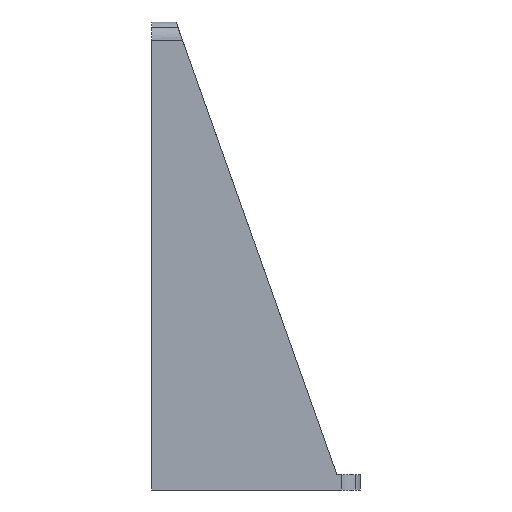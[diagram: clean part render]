
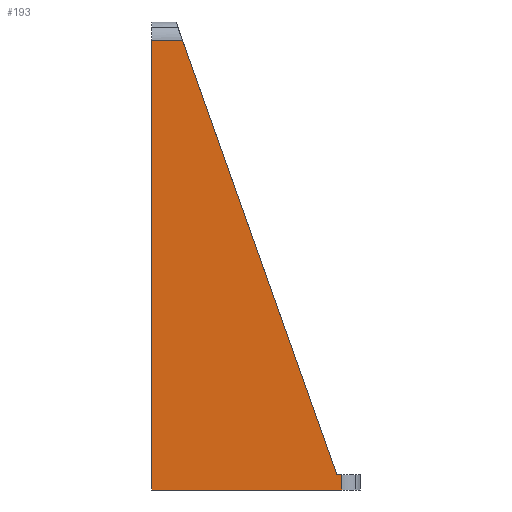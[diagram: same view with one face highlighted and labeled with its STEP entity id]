
A CAD part, left-side view. The second image highlights one B-rep face of the part: STEP entity #193.
In plain terms, the highlighted planar face has unit normal (-1, 0, 0).
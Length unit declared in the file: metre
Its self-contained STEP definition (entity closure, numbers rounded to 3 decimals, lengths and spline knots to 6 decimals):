
#193=ADVANCED_FACE('7:612',(#425),#426,.T.);
#425=FACE_OUTER_BOUND('',#740,.T.);
#426=PLANE('',#741);
#740=EDGE_LOOP('',(#1119,#1120,#1121,#1122,#1123,#1124));
#741=AXIS2_PLACEMENT_3D('',#1125,#1126,#1127);
#1119=ORIENTED_EDGE('',*,*,#1928,.T.);
#1120=ORIENTED_EDGE('',*,*,#1933,.F.);
#1121=ORIENTED_EDGE('',*,*,#1934,.F.);
#1122=ORIENTED_EDGE('',*,*,#1935,.F.);
#1123=ORIENTED_EDGE('',*,*,#1936,.F.);
#1124=ORIENTED_EDGE('',*,*,#1937,.T.);
#1125=CARTESIAN_POINT('',(-0.012282,0.,0.0));
#1126=DIRECTION('',(-1.0,-0.0,0.0));
#1127=DIRECTION('',(0.0,-1.0,-0.0));
#1928=EDGE_CURVE('7:702',#2325,#2326,#2327,.T.);
#1933=EDGE_CURVE('7:714',#2333,#2326,#2334,.T.);
#1934=EDGE_CURVE('7:717',#2335,#2333,#2336,.T.);
#1935=EDGE_CURVE('7:720',#2337,#2335,#2338,.T.);
#1936=EDGE_CURVE('7:723',#2339,#2337,#2340,.T.);
#1937=EDGE_CURVE('7:726',#2339,#2325,#2341,.F.);
#2325=VERTEX_POINT('',#2860);
#2326=VERTEX_POINT('',#2861);
#2327=LINE('',#2862,#2863);
#2333=VERTEX_POINT('',#2871);
#2334=LINE('',#2872,#2873);
#2335=VERTEX_POINT('',#2874);
#2336=LINE('',#2875,#2876);
#2337=VERTEX_POINT('',#2877);
#2338=LINE('',#2878,#2879);
#2339=VERTEX_POINT('',#2880);
#2340=LINE('',#2881,#2882);
#2341=LINE('',#2883,#2884);
#2860=CARTESIAN_POINT('',(-0.012282,-0.009635,0.0025));
#2861=CARTESIAN_POINT('',(-0.012282,0.015425,0.073));
#2862=CARTESIAN_POINT('',(-0.012282,-0.002965,0.021264));
#2863=VECTOR('',#3461,1.0);
#2871=CARTESIAN_POINT('',(-0.012282,0.02046,0.073));
#2872=CARTESIAN_POINT('',(-0.012282,0.,0.073));
#2873=VECTOR('',#3467,1.0);
#2874=CARTESIAN_POINT('',(-0.012282,0.02046,0.0));
#2875=CARTESIAN_POINT('',(-0.012282,0.02046,0.0));
#2876=VECTOR('',#3468,1.0);
#2877=CARTESIAN_POINT('',(-0.012282,-0.01046,0.0));
#2878=CARTESIAN_POINT('',(-0.012282,-0.01846,0.0));
#2879=VECTOR('',#3469,1.0);
#2880=CARTESIAN_POINT('',(-0.012282,-0.01046,0.0025));
#2881=CARTESIAN_POINT('',(-0.012282,-0.01046,0.0));
#2882=VECTOR('',#3470,1.0);
#2883=CARTESIAN_POINT('',(-0.012282,0.005216,0.0025));
#2884=VECTOR('',#3471,1.0);
#3461=DIRECTION('',(0.0,0.335,0.942));
#3467=DIRECTION('',(-0.0,-1.0,0.0));
#3468=DIRECTION('',(0.0,0.0,1.0));
#3469=DIRECTION('',(0.0,1.0,0.0));
#3470=DIRECTION('',(-0.0,-0.0,-1.0));
#3471=DIRECTION('',(-0.0,-1.0,0.));
